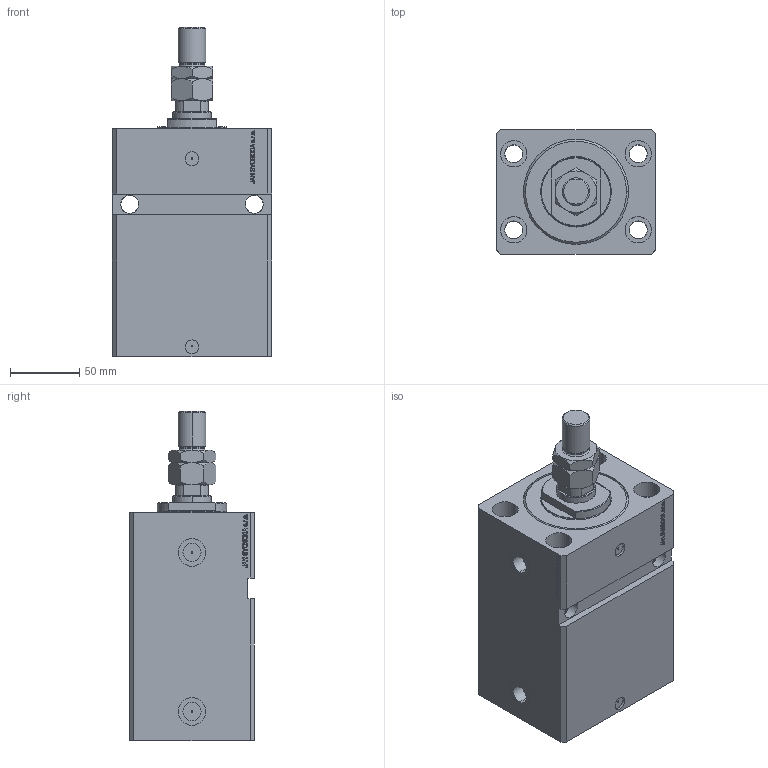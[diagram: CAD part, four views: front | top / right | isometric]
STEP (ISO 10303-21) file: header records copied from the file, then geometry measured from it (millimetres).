
FILE_DESCRIPTION (( 'STEP AP203' ), '1' );
FILE_NAME ('fbd5.STEP', '2022-04-09T17:40:28', ( '' ), ( '' ), 'SwSTEP 2.0', 'SolidWorks 2019', '' );
FILE_SCHEMA (( 'CONFIG_CONTROL_DESIGN' ));
Length unit declared in the file: millimetre
Products named in the file (5): V250CE_C_VCP 497d8d4c61ec23e6b0abb907eed56130; MTA 497d8d4c61ec23e6b0abb907eed56130; fbd5; V250CE_VC_E 497d8d4c61ec23e6b0abb907eed56130; V250CE_E_Body 497d8d4c61ec23e6b0abb907eed56130
Assembly tree (4 placements, depth 2):
  fbd5
    V250CE_E_Body 497d8d4c61ec23e6b0abb907eed56130
    V250CE_C_VCP 497d8d4c61ec23e6b0abb907eed56130
    V250CE_VC_E 497d8d4c61ec23e6b0abb907eed56130
    MTA 497d8d4c61ec23e6b0abb907eed56130
Bounding box: 115 x 90 x 237.9 mm (x, y, z)
Volume: 1405191.7 mm3; surface area: 204891.2 mm2
Topology: 4 solids, 4 shells, 1002 faces, 2556 edges, 1669 vertices
Faces by surface type: plane 486, bspline 368, cylinder 100, cone 40, torus 8
Entity records: 48057 total; most frequent: CARTESIAN_POINT 25796, ORIENTED_EDGE 5108, DIRECTION 3218, EDGE_CURVE 2554, VERTEX_POINT 1669, LINE 1520, VECTOR 1520, EDGE_LOOP 1143
